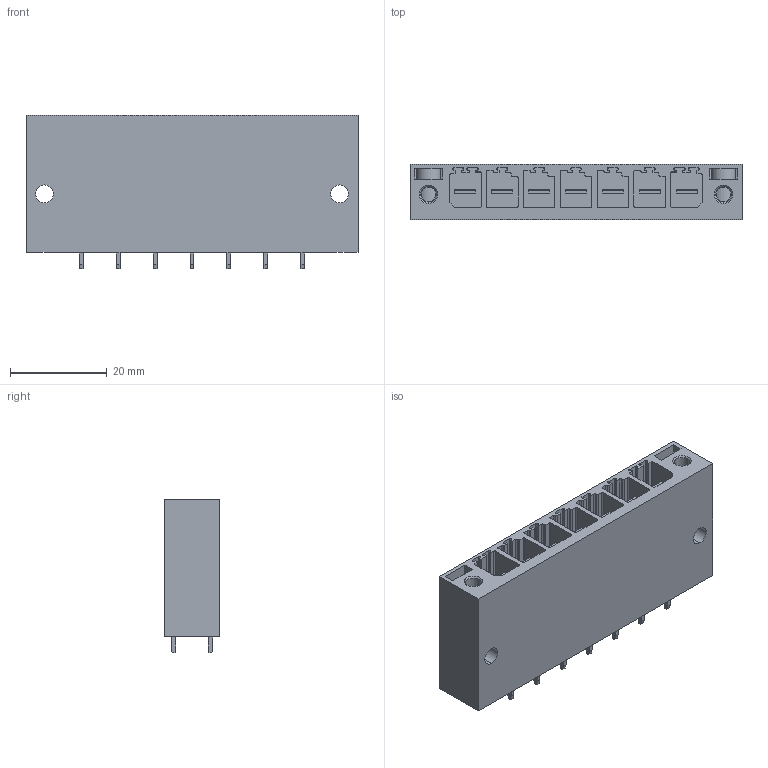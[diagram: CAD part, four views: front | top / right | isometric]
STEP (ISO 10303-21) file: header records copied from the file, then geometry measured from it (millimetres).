
FILE_DESCRIPTION(('CATIA V5 STEP Exchange','CAx-IF Rec.Pracs.--- Model Styling and Organization---1.2---2011-12-15'),'2;1');
FILE_NAME ('D1459425_0_1930870000_1930870000.stp','2018-11-29T03:08:57+00:00',('none'),('Weidmueller'),'CATIA Version 5-6 Release 2014','CATIA V5 STEP AP214','none');
FILE_SCHEMA(('AUTOMOTIVE_DESIGN { 1 0 10303 214 1 1 1 1 }'));
Length unit declared in the file: millimetre
Products named in the file (1): 1930870000
Bounding box: 68.58 x 11.4 x 31.8 mm (x, y, z)
Volume: 15468.7 mm3; surface area: 15213.9 mm2
Topology: 10 solids, 10 shells, 609 faces, 1737 edges, 1152 vertices
Faces by surface type: plane 499, cylinder 106, cone 4
Entity records: 15933 total; most frequent: ORIENTED_EDGE 3474, CARTESIAN_POINT 2627, DIRECTION 1932, EDGE_CURVE 1450, VECTOR 1248, LINE 1248, VERTEX_POINT 935, EDGE_LOOP 657
